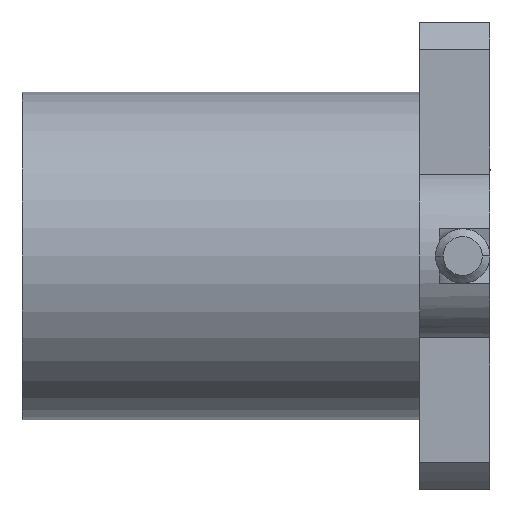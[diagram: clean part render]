
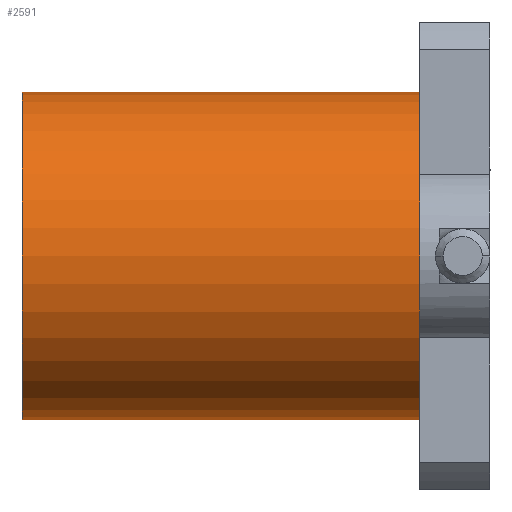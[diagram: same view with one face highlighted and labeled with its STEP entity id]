
A CAD part, front view. The second image highlights one B-rep face of the part: STEP entity #2591.
In plain terms, the highlighted cylindrical face has radius 2.1 mm (diameter 4.2 mm), a partial arc.
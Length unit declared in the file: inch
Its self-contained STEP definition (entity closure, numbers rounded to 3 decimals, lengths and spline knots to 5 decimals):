
#1 = CARTESIAN_POINT ( 'NONE',  ( 0., 0., 0. ) ) ;
#91 = VECTOR ( 'NONE', #2696, 39.37008 ) ;
#230 = CARTESIAN_POINT ( 'NONE',  ( 0.20079, 0., 0.08268 ) ) ;
#276 = AXIS2_PLACEMENT_3D ( 'NONE', #1, #1035, #2252 ) ;
#441 = CYLINDRICAL_SURFACE ( 'NONE', #1672, 0.08268 ) ;
#444 = AXIS2_PLACEMENT_3D ( 'NONE', #1401, #2951, #2189 ) ;
#478 = CARTESIAN_POINT ( 'NONE',  ( 0.20079, -0.0716, -0.04134 ) ) ;
#535 = CARTESIAN_POINT ( 'NONE',  ( 0., 0., 0.08268 ) ) ;
#538 = CARTESIAN_POINT ( 'NONE',  ( 0.20079, 0., 0.08268 ) ) ;
#551 = DIRECTION ( 'NONE',  ( -1., 0., 0. ) ) ;
#601 = LINE ( 'NONE', #889, #91 ) ;
#674 = ORIENTED_EDGE ( 'NONE', *, *, #1339, .T. ) ;
#759 = DIRECTION ( 'NONE',  ( -1., 0., 0. ) ) ;
#796 = ORIENTED_EDGE ( 'NONE', *, *, #1588, .F. ) ;
#885 = VERTEX_POINT ( 'NONE', #3263 ) ;
#889 = CARTESIAN_POINT ( 'NONE',  ( 0.20079, 0., -0.08268 ) ) ;
#953 = CARTESIAN_POINT ( 'NONE',  ( 0., 0., -0.08268 ) ) ;
#983 = EDGE_CURVE ( 'NONE', #2741, #1701, #3046, .T. ) ;
#1034 = CARTESIAN_POINT ( 'NONE',  ( 0.20079, 0., 0. ) ) ;
#1035 = DIRECTION ( 'NONE',  ( 1., 0., 0. ) ) ;
#1103 = ORIENTED_EDGE ( 'NONE', *, *, #2305, .T. ) ;
#1174 = CARTESIAN_POINT ( 'NONE',  ( 0.20079, 0., 0. ) ) ;
#1230 = EDGE_CURVE ( 'NONE', #2431, #2677, #1931, .T. ) ;
#1267 = AXIS2_PLACEMENT_3D ( 'NONE', #2126, #2352, #3140 ) ;
#1339 = EDGE_CURVE ( 'NONE', #885, #2431, #3221, .T. ) ;
#1395 = FACE_OUTER_BOUND ( 'NONE', #1548, .T. ) ;
#1401 = CARTESIAN_POINT ( 'NONE',  ( 0.20079, 0., 0. ) ) ;
#1417 = ORIENTED_EDGE ( 'NONE', *, *, #983, .T. ) ;
#1548 = EDGE_LOOP ( 'NONE', ( #796, #674, #2685, #1103, #2539, #1417 ) ) ;
#1588 = EDGE_CURVE ( 'NONE', #885, #1701, #601, .T. ) ;
#1630 = DIRECTION ( 'NONE',  ( -1., 0., 0. ) ) ;
#1672 = AXIS2_PLACEMENT_3D ( 'NONE', #1174, #1630, #2166 ) ;
#1701 = VERTEX_POINT ( 'NONE', #953 ) ;
#1713 = VERTEX_POINT ( 'NONE', #230 ) ;
#1765 = CARTESIAN_POINT ( 'NONE',  ( 0.20079, -0.0716, 0.04134 ) ) ;
#1886 = EDGE_CURVE ( 'NONE', #1713, #2741, #2576, .T. ) ;
#1931 = CIRCLE ( 'NONE', #2955, 0.08268 ) ;
#2126 = CARTESIAN_POINT ( 'NONE',  ( 0.20079, 0., 0. ) ) ;
#2166 = DIRECTION ( 'NONE',  ( 0., 0., 1. ) ) ;
#2189 = DIRECTION ( 'NONE',  ( 0., 0., 1. ) ) ;
#2252 = DIRECTION ( 'NONE',  ( 0., 0., 1. ) ) ;
#2305 = EDGE_CURVE ( 'NONE', #2677, #1713, #3107, .T. ) ;
#2352 = DIRECTION ( 'NONE',  ( -1., 0., 0. ) ) ;
#2431 = VERTEX_POINT ( 'NONE', #478 ) ;
#2508 = DIRECTION ( 'NONE',  ( 0., 0., 1. ) ) ;
#2539 = ORIENTED_EDGE ( 'NONE', *, *, #1886, .T. ) ;
#2576 = LINE ( 'NONE', #538, #3077 ) ;
#2591 = ADVANCED_FACE ( 'NONE', ( #1395 ), #441, .T. ) ;
#2677 = VERTEX_POINT ( 'NONE', #1765 ) ;
#2685 = ORIENTED_EDGE ( 'NONE', *, *, #1230, .T. ) ;
#2696 = DIRECTION ( 'NONE',  ( -1., 0., 0. ) ) ;
#2741 = VERTEX_POINT ( 'NONE', #535 ) ;
#2951 = DIRECTION ( 'NONE',  ( -1., 0., 0. ) ) ;
#2955 = AXIS2_PLACEMENT_3D ( 'NONE', #1034, #759, #2508 ) ;
#3046 = CIRCLE ( 'NONE', #276, 0.08268 ) ;
#3077 = VECTOR ( 'NONE', #551, 39.37008 ) ;
#3107 = CIRCLE ( 'NONE', #444, 0.08268 ) ;
#3140 = DIRECTION ( 'NONE',  ( 0., 0., 1. ) ) ;
#3221 = CIRCLE ( 'NONE', #1267, 0.08268 ) ;
#3263 = CARTESIAN_POINT ( 'NONE',  ( 0.20079, 0., -0.08268 ) ) ;
